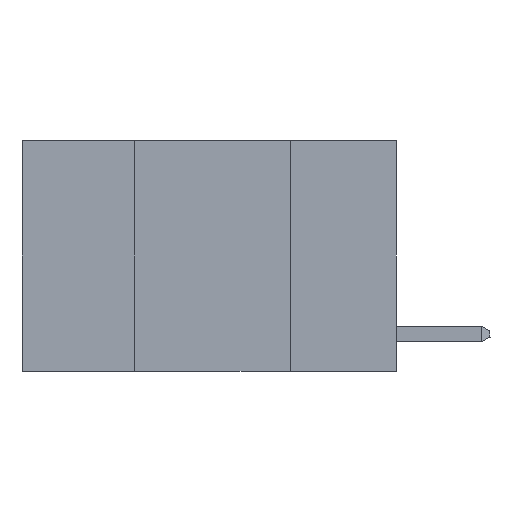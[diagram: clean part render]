
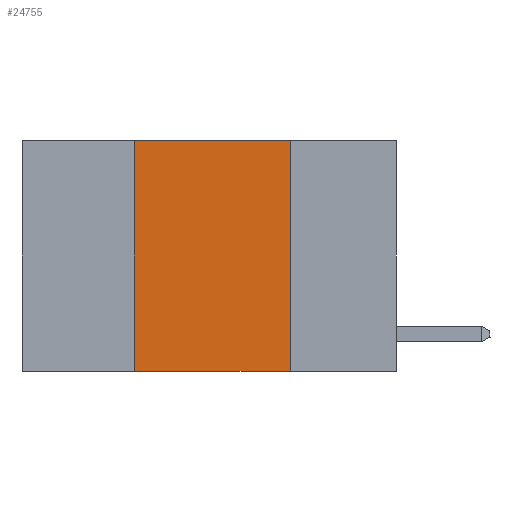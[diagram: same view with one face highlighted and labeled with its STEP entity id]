
A CAD part, left-side view. The second image highlights one B-rep face of the part: STEP entity #24755.
In plain terms, the highlighted planar face has unit normal (-1, 0, 0).
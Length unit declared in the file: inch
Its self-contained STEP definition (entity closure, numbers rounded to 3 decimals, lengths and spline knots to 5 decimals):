
#891 = ORIENTED_EDGE ( 'NONE', *, *, #15676, .T. ) ;
#1719 = LINE ( 'NONE', #8266, #10997 ) ;
#2536 = VECTOR ( 'NONE', #4780, 39.37008 ) ;
#4484 = ORIENTED_EDGE ( 'NONE', *, *, #18314, .F. ) ;
#4556 = VERTEX_POINT ( 'NONE', #7737 ) ;
#4780 = DIRECTION ( 'NONE',  ( 0., -1., 0. ) ) ;
#5048 = LINE ( 'NONE', #7290, #2536 ) ;
#5825 = ORIENTED_EDGE ( 'NONE', *, *, #6550, .F. ) ;
#6029 = DIRECTION ( 'NONE',  ( 0., 0., 1. ) ) ;
#6550 = EDGE_CURVE ( 'NONE', #27570, #27547, #5048, .T. ) ;
#7290 = CARTESIAN_POINT ( 'NONE',  ( 0., 0.6, 0. ) ) ;
#7442 = EDGE_LOOP ( 'NONE', ( #4484, #5825, #7858, #891 ) ) ;
#7737 = CARTESIAN_POINT ( 'NONE',  ( 0., 0.42, -0.37 ) ) ;
#7858 = ORIENTED_EDGE ( 'NONE', *, *, #24031, .F. ) ;
#8266 = CARTESIAN_POINT ( 'NONE',  ( 0., 0.42, 0. ) ) ;
#8993 = DIRECTION ( 'NONE',  ( 0., 0., -1. ) ) ;
#9606 = FACE_OUTER_BOUND ( 'NONE', #7442, .T. ) ;
#10821 = CARTESIAN_POINT ( 'NONE',  ( 0., 0.17, 0. ) ) ;
#10997 = VECTOR ( 'NONE', #6029, 39.37008 ) ;
#11373 = CARTESIAN_POINT ( 'NONE',  ( 0., 0.17, 0. ) ) ;
#12121 = DIRECTION ( 'NONE',  ( 0., -1., 0. ) ) ;
#13403 = DIRECTION ( 'NONE',  ( 0., 0., -1. ) ) ;
#15676 = EDGE_CURVE ( 'NONE', #4556, #24039, #23200, .T. ) ;
#17696 = LINE ( 'NONE', #11373, #25584 ) ;
#18314 = EDGE_CURVE ( 'NONE', #27547, #24039, #17696, .T. ) ;
#18456 = CARTESIAN_POINT ( 'NONE',  ( 0., 0.6, -0.37 ) ) ;
#19386 = CARTESIAN_POINT ( 'NONE',  ( 0., 0.42, 0. ) ) ;
#19530 = AXIS2_PLACEMENT_3D ( 'NONE', #24328, #26145, #13403 ) ;
#22230 = PLANE ( 'NONE',  #19530 ) ;
#23200 = LINE ( 'NONE', #18456, #26872 ) ;
#23264 = CARTESIAN_POINT ( 'NONE',  ( 0., 0.17, -0.37 ) ) ;
#24031 = EDGE_CURVE ( 'NONE', #4556, #27570, #1719, .T. ) ;
#24039 = VERTEX_POINT ( 'NONE', #23264 ) ;
#24328 = CARTESIAN_POINT ( 'NONE',  ( 0., 0.6, 0. ) ) ;
#24755 = ADVANCED_FACE ( 'NONE', ( #9606 ), #22230, .F. ) ;
#25584 = VECTOR ( 'NONE', #8993, 39.37008 ) ;
#26145 = DIRECTION ( 'NONE',  ( 1., 0., 0. ) ) ;
#26872 = VECTOR ( 'NONE', #12121, 39.37008 ) ;
#27547 = VERTEX_POINT ( 'NONE', #10821 ) ;
#27570 = VERTEX_POINT ( 'NONE', #19386 ) ;
